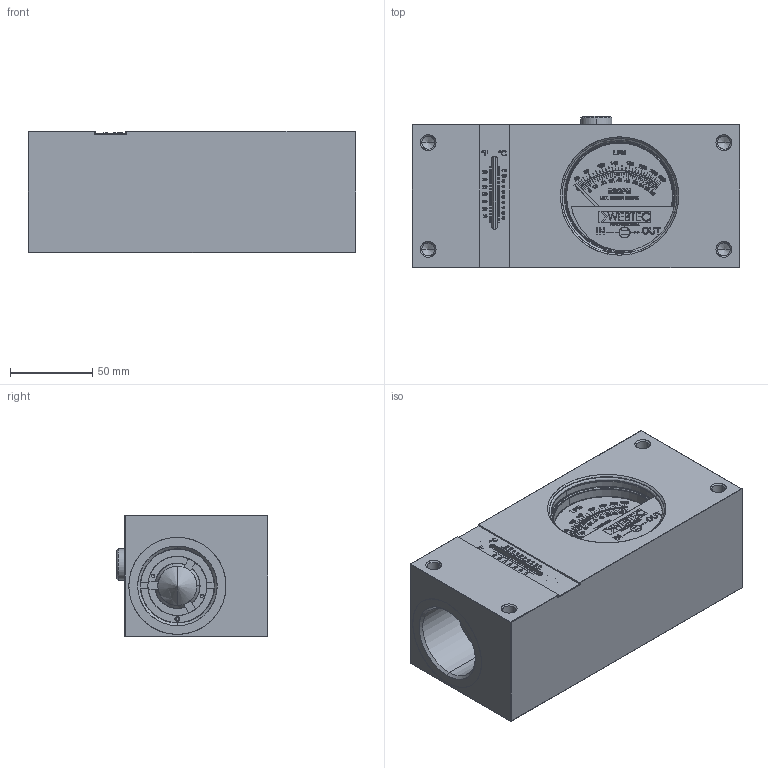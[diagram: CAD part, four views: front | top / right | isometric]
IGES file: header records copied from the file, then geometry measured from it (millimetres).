
Start section: SolidWorks IGES file using analytic representation for surfaces
Global section: file name: FI1500-300ABOT.IGS; native system: SolidWorks 2017; preprocessor: SolidWorks 2017; author: afp; date: 190729.145123; units: millimetre
Bounding box: 199.2 x 92.05 x 74 mm (x, y, z)
Surface area: 155546.5 mm2 (no closed solid volume)
Topology: 0 solids, 0 shells, 3070 faces, 35372 edges, 35332 vertices
Faces by surface type: bspline 2701, revolution 369
